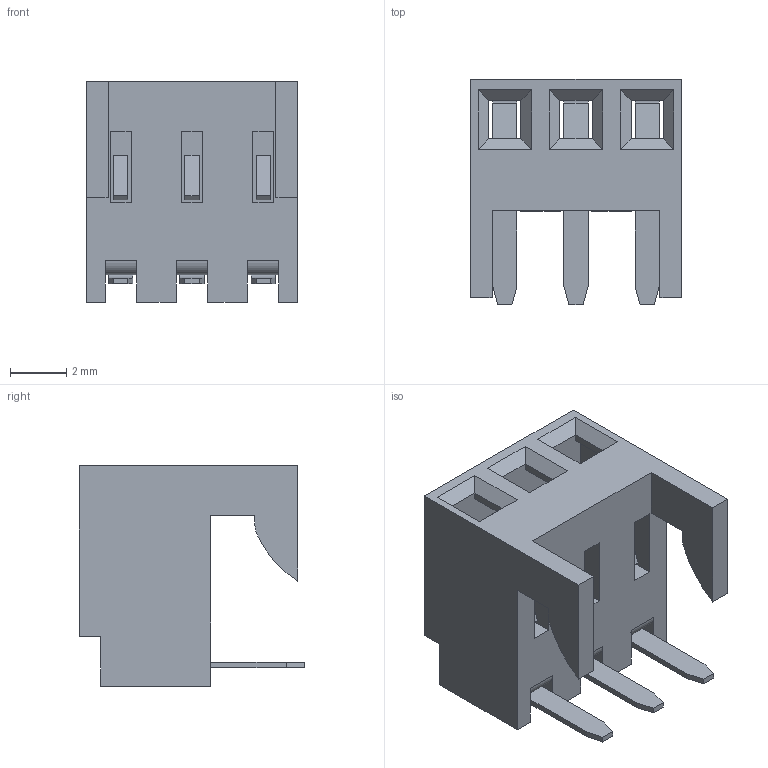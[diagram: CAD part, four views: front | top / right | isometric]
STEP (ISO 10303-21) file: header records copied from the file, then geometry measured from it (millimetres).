
FILE_DESCRIPTION(('STEP AP242'),'1');
FILE_NAME('0022152036.stp','2025-01-31T10:21:09',('TraceParts'),('TraceParts S.A.'),'Spatial InterOp 3D',' ',' ');
FILE_SCHEMA(('AP242_MANAGED_MODEL_BASED_3D_ENGINEERING_MIM_LF {1 0 10303 442 1 1 4}'));
Length unit declared in the file: millimetre
Products named in the file (1): 0022152036_1
Bounding box: 7.52 x 8.05 x 7.87 mm (x, y, z)
Volume: 134 mm3; surface area: 537.3 mm2
Topology: 1 solids, 1 shells, 173 faces, 490 edges, 328 vertices
Faces by surface type: plane 130, cylinder 43
Entity records: 5586 total; most frequent: CARTESIAN_POINT 981, ORIENTED_EDGE 968, DIRECTION 932, EDGE_CURVE 484, LINE 398, VECTOR 398, VERTEX_POINT 316, AXIS2_PLACEMENT_3D 267
